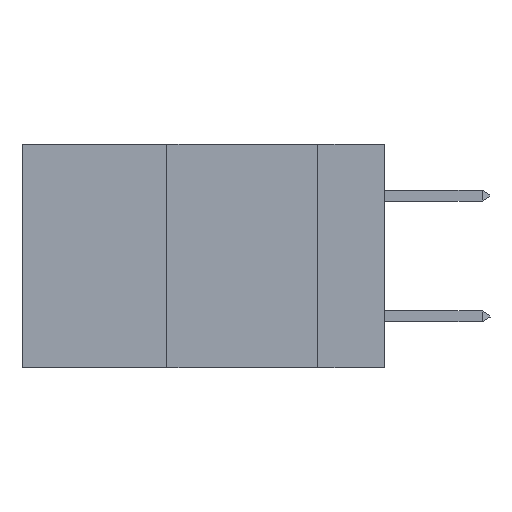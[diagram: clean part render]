
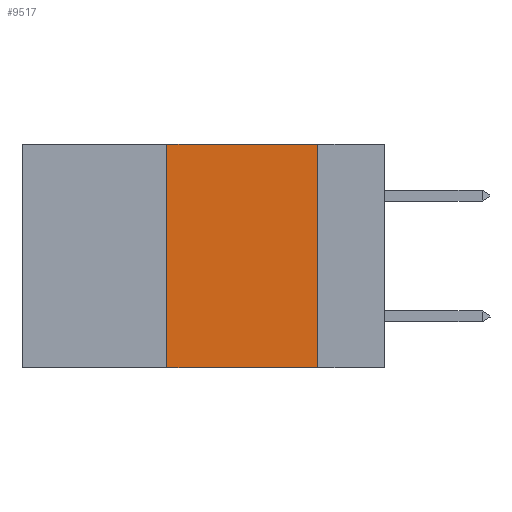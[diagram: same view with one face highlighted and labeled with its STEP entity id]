
A CAD part, left-side view. The second image highlights one B-rep face of the part: STEP entity #9517.
In plain terms, the highlighted planar face has unit normal (-1, 0, 0).
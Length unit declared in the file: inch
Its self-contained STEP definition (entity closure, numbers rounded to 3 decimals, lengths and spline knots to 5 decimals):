
#1379 = DIRECTION ( 'NONE',  ( 0., -1., 0. ) ) ;
#4229 = ORIENTED_EDGE ( 'NONE', *, *, #5079, .F. ) ;
#5079 = EDGE_CURVE ( 'NONE', #25326, #24769, #7002, .T. ) ;
#5193 = EDGE_LOOP ( 'NONE', ( #26356, #24126, #4229, #5681 ) ) ;
#5681 = ORIENTED_EDGE ( 'NONE', *, *, #11111, .T. ) ;
#6511 = CARTESIAN_POINT ( 'NONE',  ( 0., 0.36, 0. ) ) ;
#7002 = LINE ( 'NONE', #6511, #31363 ) ;
#7753 = VECTOR ( 'NONE', #21974, 39.37008 ) ;
#8029 = CARTESIAN_POINT ( 'NONE',  ( 0., 0.11, 0. ) ) ;
#8543 = LINE ( 'NONE', #12077, #7753 ) ;
#8809 = EDGE_CURVE ( 'NONE', #18233, #14342, #25107, .T. ) ;
#9517 = ADVANCED_FACE ( 'NONE', ( #15575 ), #14513, .F. ) ;
#11111 = EDGE_CURVE ( 'NONE', #25326, #14342, #8543, .T. ) ;
#11321 = CARTESIAN_POINT ( 'NONE',  ( 0., 0.36, -0.37 ) ) ;
#12077 = CARTESIAN_POINT ( 'NONE',  ( 0., 0.6, -0.37 ) ) ;
#12146 = CARTESIAN_POINT ( 'NONE',  ( 0., 0.6, 0. ) ) ;
#13697 = LINE ( 'NONE', #30788, #25894 ) ;
#13948 = DIRECTION ( 'NONE',  ( 0., 0., 1. ) ) ;
#14342 = VERTEX_POINT ( 'NONE', #26091 ) ;
#14513 = PLANE ( 'NONE',  #24089 ) ;
#14618 = DIRECTION ( 'NONE',  ( 0., 0., -1. ) ) ;
#15575 = FACE_OUTER_BOUND ( 'NONE', #5193, .T. ) ;
#16798 = CARTESIAN_POINT ( 'NONE',  ( 0., 0.11, 0. ) ) ;
#18233 = VERTEX_POINT ( 'NONE', #8029 ) ;
#21655 = DIRECTION ( 'NONE',  ( 0., 0., -1. ) ) ;
#21974 = DIRECTION ( 'NONE',  ( 0., -1., 0. ) ) ;
#24089 = AXIS2_PLACEMENT_3D ( 'NONE', #12146, #29150, #14618 ) ;
#24126 = ORIENTED_EDGE ( 'NONE', *, *, #28956, .F. ) ;
#24769 = VERTEX_POINT ( 'NONE', #24912 ) ;
#24912 = CARTESIAN_POINT ( 'NONE',  ( 0., 0.36, 0. ) ) ;
#25107 = LINE ( 'NONE', #16798, #29220 ) ;
#25326 = VERTEX_POINT ( 'NONE', #11321 ) ;
#25894 = VECTOR ( 'NONE', #1379, 39.37008 ) ;
#26091 = CARTESIAN_POINT ( 'NONE',  ( 0., 0.11, -0.37 ) ) ;
#26356 = ORIENTED_EDGE ( 'NONE', *, *, #8809, .F. ) ;
#28956 = EDGE_CURVE ( 'NONE', #24769, #18233, #13697, .T. ) ;
#29150 = DIRECTION ( 'NONE',  ( 1., 0., 0. ) ) ;
#29220 = VECTOR ( 'NONE', #21655, 39.37008 ) ;
#30788 = CARTESIAN_POINT ( 'NONE',  ( 0., 0.6, 0. ) ) ;
#31363 = VECTOR ( 'NONE', #13948, 39.37008 ) ;
